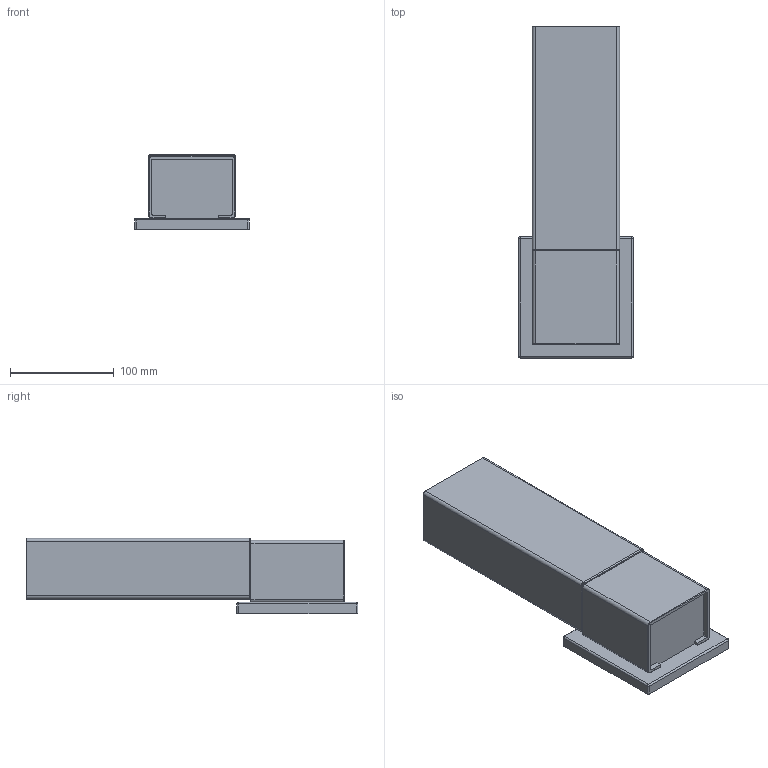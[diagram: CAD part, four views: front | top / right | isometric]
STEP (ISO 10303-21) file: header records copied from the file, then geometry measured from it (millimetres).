
FILE_DESCRIPTION((''),'2;1');
FILE_NAME('5281','2021-06-14T14:00:04',('jinson.thomas'),(''),'CREO PARAMETRIC BY PTC INC, 2018400','CREO PARAMETRIC BY PTC INC, 2018400','');
FILE_SCHEMA(('CONFIG_CONTROL_DESIGN'));
Length unit declared in the file: inch
Products named in the file (1): 5281
Bounding box: 110.41 x 319.51 x 72.51 mm (x, y, z)
Volume: 874574.6 mm3; surface area: 184970.4 mm2
Topology: 1 solids, 1 shells, 160 faces, 396 edges, 238 vertices
Faces by surface type: cylinder 73, plane 45, torus 34, sphere 4, bspline 4
Entity records: 4935 total; most frequent: CARTESIAN_POINT 985, DIRECTION 890, ORIENTED_EDGE 792, EDGE_CURVE 396, AXIS2_PLACEMENT_3D 348, VERTEX_POINT 238, VECTOR 194, LINE 194
